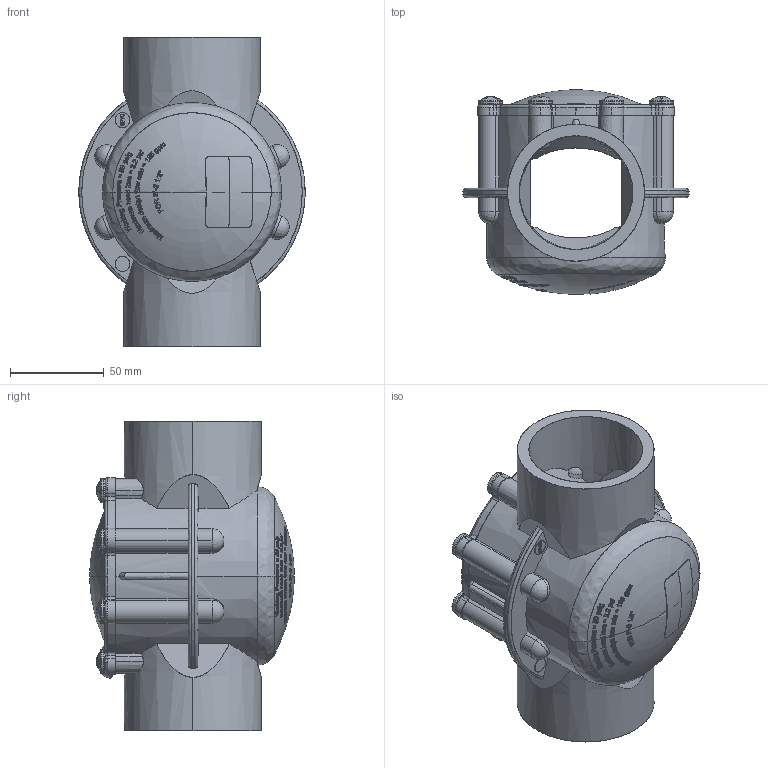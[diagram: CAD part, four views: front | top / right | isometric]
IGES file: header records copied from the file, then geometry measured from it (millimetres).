
Start section: SolidWorks IGES file using analytic representation for surfaces
Global section: file name: 7305.IGS; native system: SolidWorks 2016; preprocessor: SolidWorks 2016; author: Karl.Kendrick; date: 170613.072241; units: inch
Bounding box: 120.61 x 108.97 x 165.1 mm (x, y, z)
Surface area: 86378.5 mm2 (no closed solid volume)
Topology: 0 solids, 0 shells, 851 faces, 22382 edges, 22323 vertices
Faces by surface type: bspline 524, revolution 327
